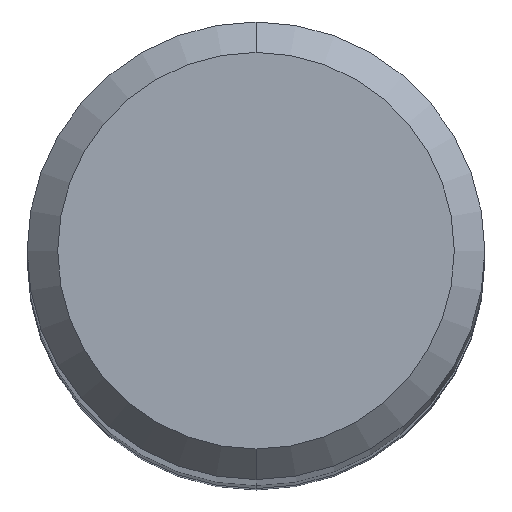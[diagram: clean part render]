
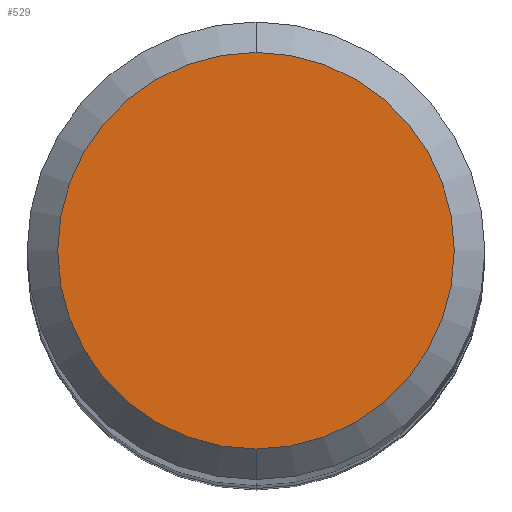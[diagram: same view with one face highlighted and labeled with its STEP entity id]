
A CAD part, top view. The second image highlights one B-rep face of the part: STEP entity #529.
In plain terms, the highlighted planar face has unit normal (0, 0, 1).
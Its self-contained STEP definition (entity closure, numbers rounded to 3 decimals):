
#227=VERTEX_POINT('',#614);
#241=VERTEX_POINT('',#628);
#263=EDGE_CURVE('',#227,#241,#651,.T.);
#493=EDGE_CURVE('',#241,#227,#907,.T.);
#529=ADVANCED_FACE('',(#951),#952,.T.);
#614=CARTESIAN_POINT('',(0.0,2.6,0.0));
#628=CARTESIAN_POINT('',(0.,-2.6,0.0));
#651=CIRCLE('',#1104,2.6);
#907=CIRCLE('',#1566,2.6);
#951=FACE_OUTER_BOUND('',#1621,.T.);
#952=PLANE('',#1622);
#1104=AXIS2_PLACEMENT_3D('',#1808,#1809,#1810);
#1566=AXIS2_PLACEMENT_3D('',#2112,#2113,#2114);
#1621=EDGE_LOOP('',(#2199,#2200));
#1622=AXIS2_PLACEMENT_3D('',#2201,#2202,#2203);
#1808=CARTESIAN_POINT('',(0.0,0.0,0.0));
#1809=DIRECTION('',(0.0,0.0,-1.0));
#1810=DIRECTION('',(0.0,1.0,0.0));
#2112=CARTESIAN_POINT('',(0.0,0.0,0.0));
#2113=DIRECTION('',(0.0,0.0,-1.0));
#2114=DIRECTION('',(0.0,1.0,0.0));
#2199=ORIENTED_EDGE('',*,*,#263,.F.);
#2200=ORIENTED_EDGE('',*,*,#493,.F.);
#2201=CARTESIAN_POINT('',(0.0,1.3,0.0));
#2202=DIRECTION('',(-0.0,0.0,1.0));
#2203=DIRECTION('',(0.0,-1.0,0.0));
